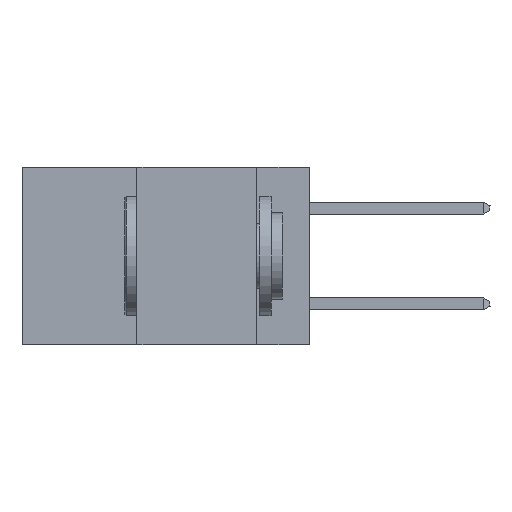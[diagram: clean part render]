
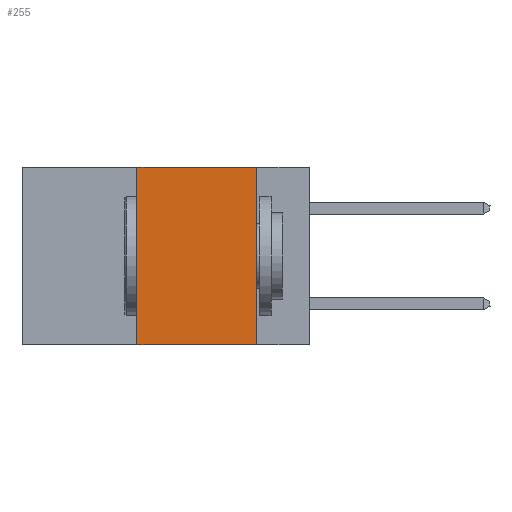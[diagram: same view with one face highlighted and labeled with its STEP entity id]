
A CAD part, left-side view. The second image highlights one B-rep face of the part: STEP entity #255.
In plain terms, the highlighted planar face has unit normal (-1, 0, 0).
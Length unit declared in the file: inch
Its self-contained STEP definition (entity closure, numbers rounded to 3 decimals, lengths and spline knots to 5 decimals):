
#139 = ORIENTED_EDGE ( 'NONE', *, *, #16682, .F. ) ;
#255 = ADVANCED_FACE ( 'NONE', ( #631 ), #12177, .F. ) ;
#631 = FACE_OUTER_BOUND ( 'NONE', #2897, .T. ) ;
#1618 = EDGE_CURVE ( 'NONE', #12581, #4076, #3222, .T. ) ;
#2338 = ORIENTED_EDGE ( 'NONE', *, *, #13280, .T. ) ;
#2658 = CARTESIAN_POINT ( 'NONE',  ( 0., 0.11, 0. ) ) ;
#2897 = EDGE_LOOP ( 'NONE', ( #139, #18344, #19381, #2338 ) ) ;
#3107 = VECTOR ( 'NONE', #13350, 39.37008 ) ;
#3222 = LINE ( 'NONE', #20615, #7242 ) ;
#3362 = CARTESIAN_POINT ( 'NONE',  ( 0., 0.11, -0.37 ) ) ;
#3425 = DIRECTION ( 'NONE',  ( 0., 0., 1. ) ) ;
#4076 = VERTEX_POINT ( 'NONE', #2658 ) ;
#4251 = CARTESIAN_POINT ( 'NONE',  ( 0., 0.6, 0. ) ) ;
#5332 = LINE ( 'NONE', #14764, #9342 ) ;
#5528 = VERTEX_POINT ( 'NONE', #5940 ) ;
#5940 = CARTESIAN_POINT ( 'NONE',  ( 0., 0.36, -0.37 ) ) ;
#6427 = EDGE_CURVE ( 'NONE', #5528, #12581, #13446, .T. ) ;
#6500 = CARTESIAN_POINT ( 'NONE',  ( 0., 0.36, 0. ) ) ;
#7242 = VECTOR ( 'NONE', #20535, 39.37008 ) ;
#8936 = VECTOR ( 'NONE', #3425, 39.37008 ) ;
#9342 = VECTOR ( 'NONE', #16461, 39.37008 ) ;
#12177 = PLANE ( 'NONE',  #21227 ) ;
#12199 = DIRECTION ( 'NONE',  ( 1., 0., 0. ) ) ;
#12581 = VERTEX_POINT ( 'NONE', #6500 ) ;
#12739 = LINE ( 'NONE', #18470, #3107 ) ;
#13280 = EDGE_CURVE ( 'NONE', #5528, #19940, #5332, .T. ) ;
#13350 = DIRECTION ( 'NONE',  ( 0., 0., -1. ) ) ;
#13446 = LINE ( 'NONE', #20395, #8936 ) ;
#14764 = CARTESIAN_POINT ( 'NONE',  ( 0., 0.6, -0.37 ) ) ;
#16461 = DIRECTION ( 'NONE',  ( 0., -1., 0. ) ) ;
#16682 = EDGE_CURVE ( 'NONE', #4076, #19940, #12739, .T. ) ;
#18344 = ORIENTED_EDGE ( 'NONE', *, *, #1618, .F. ) ;
#18470 = CARTESIAN_POINT ( 'NONE',  ( 0., 0.11, 0. ) ) ;
#19188 = DIRECTION ( 'NONE',  ( 0., 0., -1. ) ) ;
#19381 = ORIENTED_EDGE ( 'NONE', *, *, #6427, .F. ) ;
#19940 = VERTEX_POINT ( 'NONE', #3362 ) ;
#20395 = CARTESIAN_POINT ( 'NONE',  ( 0., 0.36, 0. ) ) ;
#20535 = DIRECTION ( 'NONE',  ( 0., -1., 0. ) ) ;
#20615 = CARTESIAN_POINT ( 'NONE',  ( 0., 0.6, 0. ) ) ;
#21227 = AXIS2_PLACEMENT_3D ( 'NONE', #4251, #12199, #19188 ) ;
